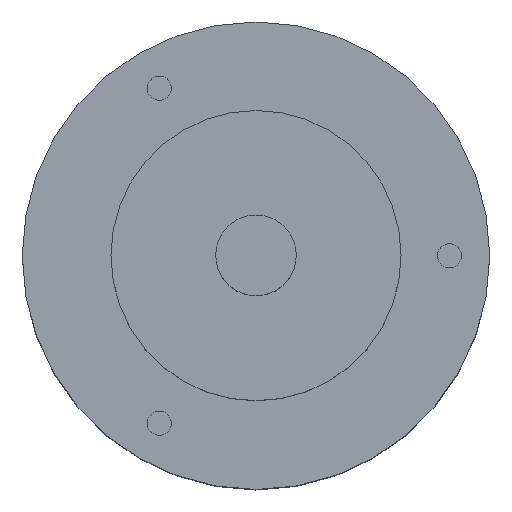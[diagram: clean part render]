
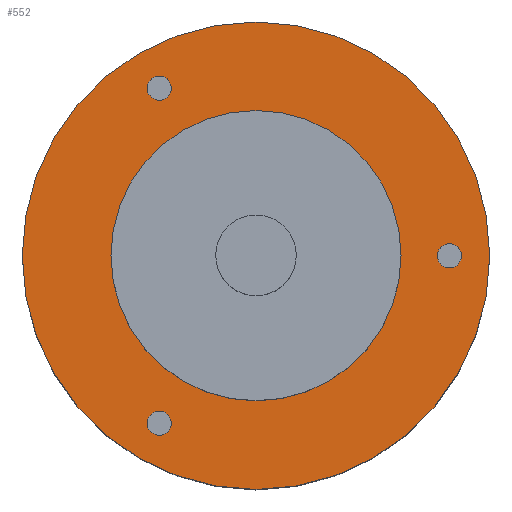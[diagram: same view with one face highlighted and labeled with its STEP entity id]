
A CAD part, top view. The second image highlights one B-rep face of the part: STEP entity #552.
In plain terms, the highlighted planar face has unit normal (0, 0, 1).
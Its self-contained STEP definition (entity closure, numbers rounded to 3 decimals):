
#51=CARTESIAN_POINT('',(0.,0.,18.));
#52=DIRECTION('',(0.,0.,1.));
#53=DIRECTION('',(1.,0.,0.));
#54=AXIS2_PLACEMENT_3D('',#51,#52,#53);
#59=CARTESIAN_POINT('',(0.,0.,18.));
#60=DIRECTION('',(0.,0.,1.));
#61=DIRECTION('',(-1.,0.,0.));
#62=AXIS2_PLACEMENT_3D('',#59,#60,#61);
#67=CARTESIAN_POINT('',(0.,0.,18.));
#68=DIRECTION('',(0.,0.,1.));
#69=DIRECTION('',(1.,0.,0.));
#70=AXIS2_PLACEMENT_3D('',#67,#68,#69);
#75=CARTESIAN_POINT('',(0.,0.,18.));
#76=DIRECTION('',(0.,0.,1.));
#77=DIRECTION('',(-1.,0.,0.));
#78=AXIS2_PLACEMENT_3D('',#75,#76,#77);
#83=CARTESIAN_POINT('',(24.,0.,18.));
#84=DIRECTION('',(0.,0.,1.));
#85=DIRECTION('',(-1.,0.,0.));
#86=AXIS2_PLACEMENT_3D('',#83,#84,#85);
#91=CARTESIAN_POINT('',(24.,0.,18.));
#92=DIRECTION('',(0.,0.,1.));
#93=DIRECTION('',(1.,0.,0.));
#94=AXIS2_PLACEMENT_3D('',#91,#92,#93);
#99=CARTESIAN_POINT('',(-12.,-20.785,18.));
#100=DIRECTION('',(0.,0.,1.));
#101=DIRECTION('',(-1.,0.,0.));
#102=AXIS2_PLACEMENT_3D('',#99,#100,#101);
#107=CARTESIAN_POINT('',(-12.,-20.785,18.));
#108=DIRECTION('',(0.,0.,1.));
#109=DIRECTION('',(1.,0.,0.));
#110=AXIS2_PLACEMENT_3D('',#107,#108,#109);
#115=CARTESIAN_POINT('',(-12.,20.785,18.));
#116=DIRECTION('',(0.,0.,1.));
#117=DIRECTION('',(-1.,0.,0.));
#118=AXIS2_PLACEMENT_3D('',#115,#116,#117);
#123=CARTESIAN_POINT('',(-12.,20.785,18.));
#124=DIRECTION('',(0.,0.,1.));
#125=DIRECTION('',(1.,0.,0.));
#126=AXIS2_PLACEMENT_3D('',#123,#124,#125);
#377=CARTESIAN_POINT('',(29.,0.,18.));
#378=CARTESIAN_POINT('',(-29.,0.,18.));
#379=VERTEX_POINT('',#377);
#380=VERTEX_POINT('',#378);
#385=CARTESIAN_POINT('',(18.,0.,18.));
#386=CARTESIAN_POINT('',(-18.,0.,18.));
#387=VERTEX_POINT('',#385);
#388=VERTEX_POINT('',#386);
#409=CARTESIAN_POINT('',(22.5,0.,18.));
#410=CARTESIAN_POINT('',(25.5,0.,18.));
#411=VERTEX_POINT('',#409);
#412=VERTEX_POINT('',#410);
#413=CARTESIAN_POINT('',(-13.5,-20.785,18.));
#414=CARTESIAN_POINT('',(-10.5,-20.785,18.));
#415=VERTEX_POINT('',#413);
#416=VERTEX_POINT('',#414);
#417=CARTESIAN_POINT('',(-13.5,20.785,18.));
#418=CARTESIAN_POINT('',(-10.5,20.785,18.));
#419=VERTEX_POINT('',#417);
#420=VERTEX_POINT('',#418);
#519=CARTESIAN_POINT('',(0.,0.,18.));
#520=DIRECTION('',(0.,0.,1.));
#521=DIRECTION('',(1.,0.,0.));
#522=AXIS2_PLACEMENT_3D('',#519,#520,#521);
#523=PLANE('',#522);
#524=ORIENTED_EDGE('',*,*,#475,.F.);
#525=ORIENTED_EDGE('',*,*,#501,.F.);
#526=EDGE_LOOP('',(#524,#525));
#527=FACE_OUTER_BOUND('',#526,.F.);
#529=ORIENTED_EDGE('',*,*,#528,.T.);
#531=ORIENTED_EDGE('',*,*,#530,.T.);
#532=EDGE_LOOP('',(#529,#531));
#533=FACE_BOUND('',#532,.F.);
#535=ORIENTED_EDGE('',*,*,#534,.T.);
#537=ORIENTED_EDGE('',*,*,#536,.T.);
#538=EDGE_LOOP('',(#535,#537));
#539=FACE_BOUND('',#538,.F.);
#541=ORIENTED_EDGE('',*,*,#540,.T.);
#543=ORIENTED_EDGE('',*,*,#542,.T.);
#544=EDGE_LOOP('',(#541,#543));
#545=FACE_BOUND('',#544,.F.);
#547=ORIENTED_EDGE('',*,*,#546,.T.);
#549=ORIENTED_EDGE('',*,*,#548,.T.);
#550=EDGE_LOOP('',(#547,#549));
#551=FACE_BOUND('',#550,.F.);
#55=CIRCLE('',#54,29.);
#63=CIRCLE('',#62,29.);
#71=CIRCLE('',#70,18.);
#79=CIRCLE('',#78,18.);
#87=CIRCLE('',#86,1.5);
#95=CIRCLE('',#94,1.5);
#103=CIRCLE('',#102,1.5);
#111=CIRCLE('',#110,1.5);
#119=CIRCLE('',#118,1.5);
#127=CIRCLE('',#126,1.5);
#475=EDGE_CURVE('',#379,#380,#55,.T.);
#501=EDGE_CURVE('',#380,#379,#63,.T.);
#528=EDGE_CURVE('',#387,#388,#71,.T.);
#530=EDGE_CURVE('',#388,#387,#79,.T.);
#534=EDGE_CURVE('',#411,#412,#87,.T.);
#536=EDGE_CURVE('',#412,#411,#95,.T.);
#540=EDGE_CURVE('',#415,#416,#103,.T.);
#542=EDGE_CURVE('',#416,#415,#111,.T.);
#546=EDGE_CURVE('',#419,#420,#119,.T.);
#548=EDGE_CURVE('',#420,#419,#127,.T.);
#552=ADVANCED_FACE('',(#527,#533,#539,#545,#551),#523,.T.);
